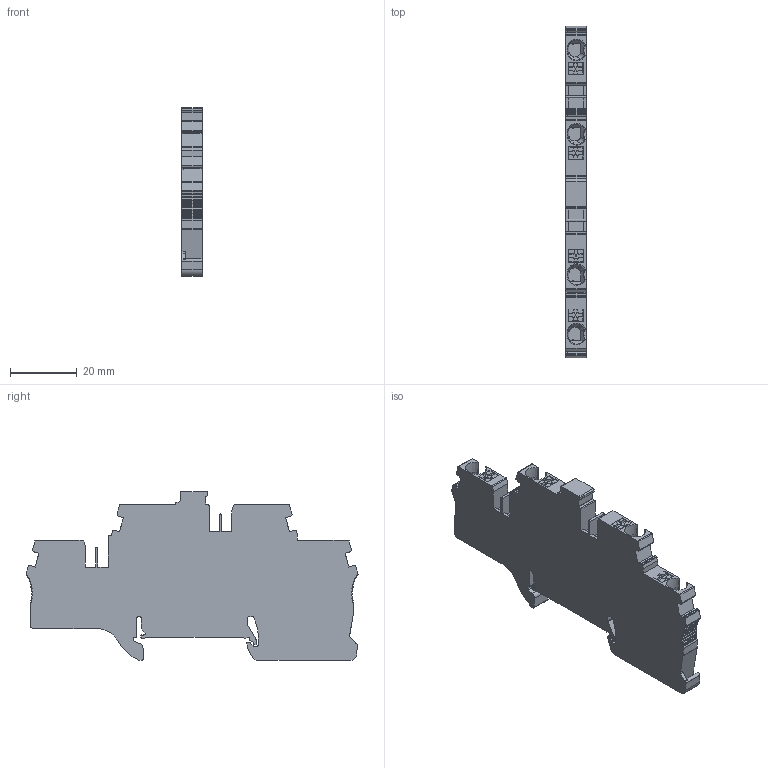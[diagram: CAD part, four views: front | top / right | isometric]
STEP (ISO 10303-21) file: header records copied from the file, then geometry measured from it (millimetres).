
FILE_DESCRIPTION(/* description */ ('Unknown'),/* implementation_level */ '2;1');
FILE_NAME(/* name */ 'PQK4-2T_SOILD',/* time_stamp */ '2024-09-30T10:11:25+06:00',/* author */ ('Unknown'),/* organization */ ('Unknown'),/* preprocessor_version */ 'ST-DEVELOPER v16.7',/* originating_system */ 'Solid Edge',/* authorisation */ 'Unknown');
FILE_SCHEMA (('AUTOMOTIVE_DESIGN {1 0 10303 214 3 1 1}'));
Length unit declared in the file: millimetre
Products named in the file (1): PQK4-2T_SOILD
Bounding box: 6 x 99.25 x 50.5 mm (x, y, z)
Volume: 19509.3 mm3; surface area: 9982 mm2
Topology: 1 solids, 1 shells, 619 faces, 1789 edges, 1180 vertices
Faces by surface type: plane 388, cylinder 207, cone 24
Entity records: 24777 total; most frequent: CARTESIAN_POINT 3807, ORIENTED_EDGE 3578, DIRECTION 3435, EDGE_CURVE 1789, LINE 1251, VECTOR 1251, VERTEX_POINT 1180, AXIS2_PLACEMENT_3D 1092
